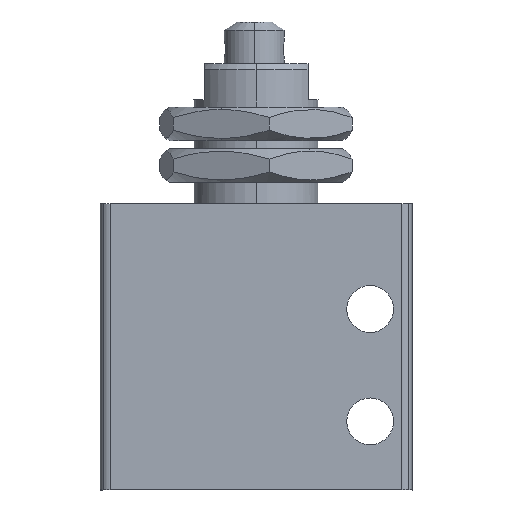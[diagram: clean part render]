
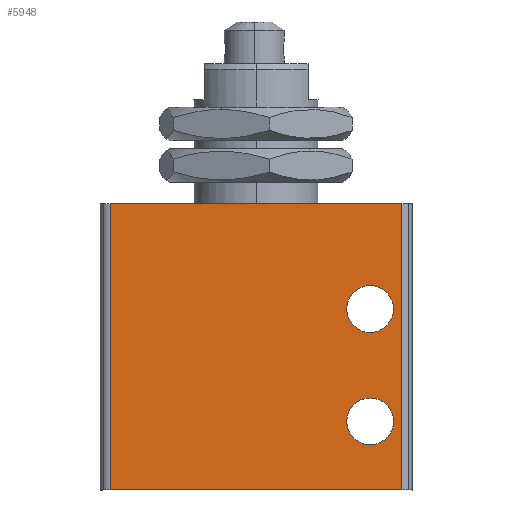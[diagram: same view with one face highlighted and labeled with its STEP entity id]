
A CAD part, left-side view. The second image highlights one B-rep face of the part: STEP entity #5948.
In plain terms, the highlighted planar face has unit normal (-1, 0, 0).
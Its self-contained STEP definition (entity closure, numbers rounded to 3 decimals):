
#152=CARTESIAN_POINT('',(-7.5,3.65,8.727));
#153=VERTEX_POINT('',#152);
#162=CARTESIAN_POINT('',(-7.5,3.65,13.227));
#163=VERTEX_POINT('',#162);
#164=CARTESIAN_POINT('',(-7.5,3.65,10.977));
#165=DIRECTION('',(1.0,0.0,0.0));
#166=DIRECTION('',(0.0,0.0,-1.0));
#167=AXIS2_PLACEMENT_3D('',#164,#165,#166);
#168=CIRCLE('',#167,2.25);
#169=EDGE_CURVE('',#163,#153,#168,.T.);
#194=CARTESIAN_POINT('',(-7.5,-7.15,8.727));
#195=VERTEX_POINT('',#194);
#204=CARTESIAN_POINT('',(-7.5,-7.15,13.227));
#205=VERTEX_POINT('',#204);
#206=CARTESIAN_POINT('',(-7.5,-7.15,10.977));
#207=DIRECTION('',(1.0,0.0,0.0));
#208=DIRECTION('',(0.0,0.0,-1.0));
#209=AXIS2_PLACEMENT_3D('',#206,#207,#208);
#210=CIRCLE('',#209,2.25);
#211=EDGE_CURVE('',#205,#195,#210,.T.);
#5871=CARTESIAN_POINT('',(-7.5,13.75,14.));
#5872=VERTEX_POINT('',#5871);
#5880=CARTESIAN_POINT('',(-7.5,-13.75,14.));
#5881=VERTEX_POINT('',#5880);
#5882=CARTESIAN_POINT('',(-7.5,13.75,14.));
#5883=DIRECTION('',(0.0,-1.0,0.0));
#5884=VECTOR('',#5883,27.5);
#5885=LINE('',#5882,#5884);
#5886=EDGE_CURVE('',#5872,#5881,#5885,.T.);
#5898=CARTESIAN_POINT('',(-7.5,-13.75,-15.0));
#5899=DIRECTION('',(-1.0,0.0,0.0));
#5900=DIRECTION('',(0.0,0.0,1.0));
#5901=AXIS2_PLACEMENT_3D('',#5898,#5899,#5900);
#5902=PLANE('',#5901);
#5903=ORIENTED_EDGE('',*,*,#5886,.F.);
#5904=CARTESIAN_POINT('',(-7.5,13.75,-14.));
#5905=VERTEX_POINT('',#5904);
#5906=CARTESIAN_POINT('',(-7.5,13.75,-14.));
#5907=DIRECTION('',(0.0,0.0,1.0));
#5908=VECTOR('',#5907,28.0);
#5909=LINE('',#5906,#5908);
#5910=EDGE_CURVE('',#5905,#5872,#5909,.T.);
#5911=ORIENTED_EDGE('',*,*,#5910,.F.);
#5912=CARTESIAN_POINT('',(-7.5,-13.75,-14.));
#5913=VERTEX_POINT('',#5912);
#5914=CARTESIAN_POINT('',(-7.5,-13.75,-14.));
#5915=DIRECTION('',(0.0,1.0,0.0));
#5916=VECTOR('',#5915,27.5);
#5917=LINE('',#5914,#5916);
#5918=EDGE_CURVE('',#5913,#5905,#5917,.T.);
#5919=ORIENTED_EDGE('',*,*,#5918,.F.);
#5920=CARTESIAN_POINT('',(-7.5,-13.75,-14.));
#5921=DIRECTION('',(0.0,0.0,1.0));
#5922=VECTOR('',#5921,28.0);
#5923=LINE('',#5920,#5922);
#5924=EDGE_CURVE('',#5913,#5881,#5923,.T.);
#5925=ORIENTED_EDGE('',*,*,#5924,.T.);
#5926=EDGE_LOOP('',(#5903,#5911,#5919,#5925));
#5927=FACE_OUTER_BOUND('',#5926,.T.);
#5928=ORIENTED_EDGE('',*,*,#211,.T.);
#5929=CARTESIAN_POINT('',(-7.5,-7.15,10.977));
#5930=DIRECTION('',(1.0,0.0,0.0));
#5931=DIRECTION('',(0.0,0.0,-1.0));
#5932=AXIS2_PLACEMENT_3D('',#5929,#5930,#5931);
#5933=CIRCLE('',#5932,2.25);
#5934=EDGE_CURVE('',#195,#205,#5933,.T.);
#5935=ORIENTED_EDGE('',*,*,#5934,.T.);
#5936=EDGE_LOOP('',(#5928,#5935));
#5937=FACE_BOUND('',#5936,.T.);
#5938=ORIENTED_EDGE('',*,*,#169,.T.);
#5939=CARTESIAN_POINT('',(-7.5,3.65,10.977));
#5940=DIRECTION('',(1.0,0.0,0.0));
#5941=DIRECTION('',(0.0,0.0,-1.0));
#5942=AXIS2_PLACEMENT_3D('',#5939,#5940,#5941);
#5943=CIRCLE('',#5942,2.25);
#5944=EDGE_CURVE('',#153,#163,#5943,.T.);
#5945=ORIENTED_EDGE('',*,*,#5944,.T.);
#5946=EDGE_LOOP('',(#5938,#5945));
#5947=FACE_BOUND('',#5946,.T.);
#5948=ADVANCED_FACE('',(#5927,#5937,#5947),#5902,.T.);
